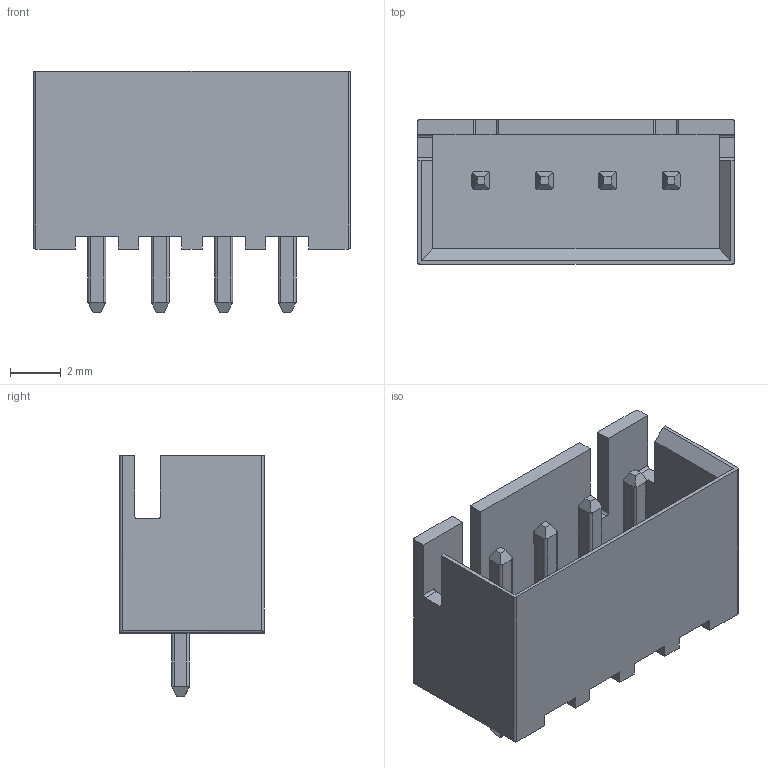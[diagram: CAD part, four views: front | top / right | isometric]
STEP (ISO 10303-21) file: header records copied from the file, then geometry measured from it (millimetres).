
FILE_DESCRIPTION (( 'STEP AP214' ), '1' );
FILE_NAME ('XH2.5-4A.step', '2022-08-08T03:44:35', ( '' ), ( '' ), 'SwSTEP 2.0', 'SolidWorks 2020', '' );
FILE_SCHEMA (( 'AUTOMOTIVE_DESIGN' ));
Length unit declared in the file: millimetre
Products named in the file (1): XH2.5-4A
Bounding box: 12.5 x 5.7 x 9.5 mm (x, y, z)
Volume: 229.2 mm3; surface area: 628 mm2
Topology: 1 solids, 1 shells, 385 faces, 1062 edges, 706 vertices
Faces by surface type: plane 241, bspline 98, cylinder 46
Entity records: 16921 total; most frequent: CARTESIAN_POINT 3664, ORIENTED_EDGE 2124, DIRECTION 1422, EDGE_CURVE 1062, VECTOR 742, LINE 742, VERTEX_POINT 706, EDGE_LOOP 412
